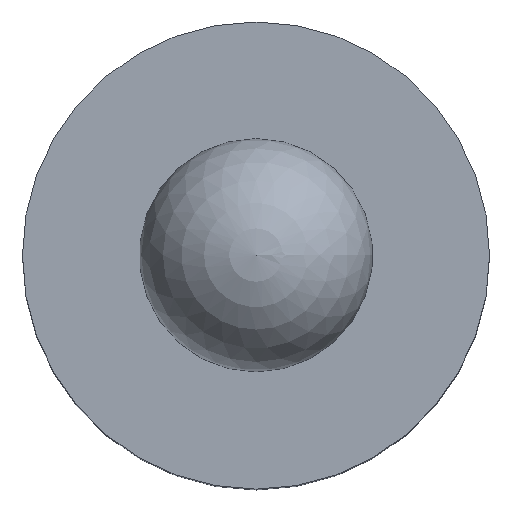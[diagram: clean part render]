
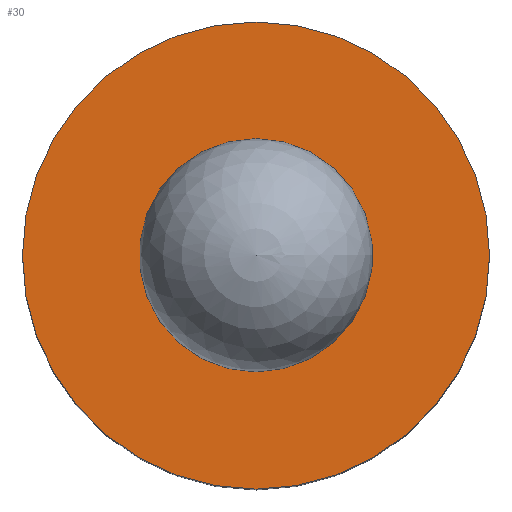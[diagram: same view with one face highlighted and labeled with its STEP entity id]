
A CAD part, top view. The second image highlights one B-rep face of the part: STEP entity #30.
In plain terms, the highlighted planar face has unit normal (0, 0, 1).
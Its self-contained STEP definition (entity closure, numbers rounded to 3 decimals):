
#30 = ADVANCED_FACE( '', ( #59, #60 ), #61, .F. );
#59 = FACE_BOUND( '', #89, .T. );
#60 = FACE_OUTER_BOUND( '', #90, .T. );
#61 = PLANE( '', #91 );
#89 = EDGE_LOOP( '', ( #113 ) );
#90 = EDGE_LOOP( '', ( #114 ) );
#91 = AXIS2_PLACEMENT_3D( '', #115, #116, #117 );
#113 = ORIENTED_EDGE( '', *, *, #148, .T. );
#114 = ORIENTED_EDGE( '', *, *, #149, .F. );
#115 = CARTESIAN_POINT( '', ( 0., 0., 2.7 ) );
#116 = DIRECTION( '', ( 0., 0., -1. ) );
#117 = DIRECTION( '', ( -1., 0., 0. ) );
#148 = EDGE_CURVE( '', #160, #160, #161, .T. );
#149 = EDGE_CURVE( '', #162, #162, #163, .T. );
#160 = VERTEX_POINT( '', #176 );
#161 = CIRCLE( '', #177, 0.906 );
#162 = VERTEX_POINT( '', #178 );
#163 = CIRCLE( '', #179, 3. );
#176 = CARTESIAN_POINT( '', ( -0.906, 0., 2.7 ) );
#177 = AXIS2_PLACEMENT_3D( '', #191, #192, #193 );
#178 = CARTESIAN_POINT( '', ( 3., 0., 2.7 ) );
#179 = AXIS2_PLACEMENT_3D( '', #194, #195, #196 );
#191 = CARTESIAN_POINT( '', ( 0., 0., 2.7 ) );
#192 = DIRECTION( '', ( 0., 0., -1. ) );
#193 = DIRECTION( '', ( -1., 0., 0. ) );
#194 = CARTESIAN_POINT( '', ( 0., 0., 2.7 ) );
#195 = DIRECTION( '', ( 0., 0., -1. ) );
#196 = DIRECTION( '', ( 1., 0., 0. ) );
